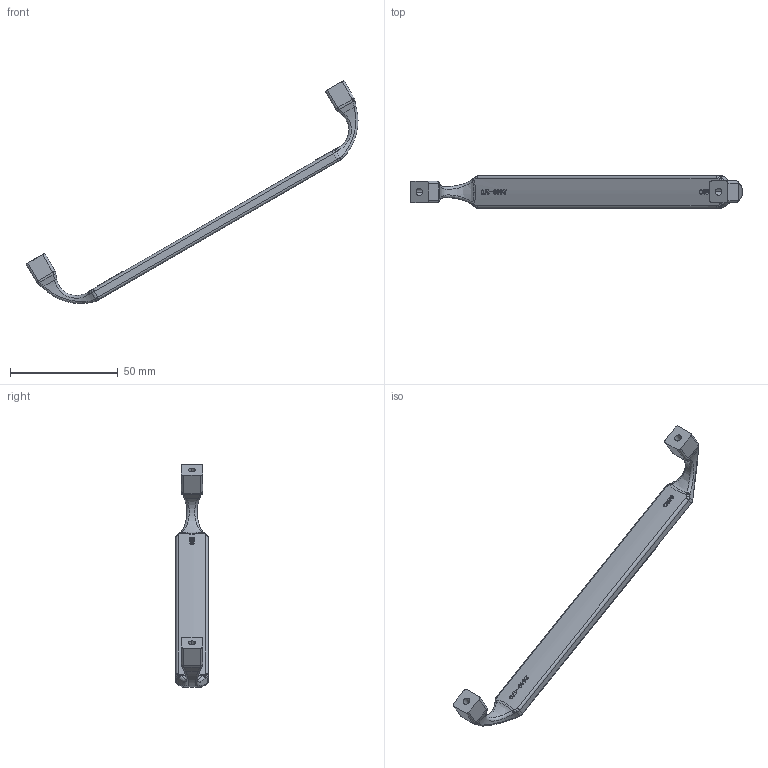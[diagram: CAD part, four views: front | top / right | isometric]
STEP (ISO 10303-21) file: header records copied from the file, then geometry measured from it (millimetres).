
FILE_DESCRIPTION(('Creo Elements/Direct Modeling STEP Export'),'2;1');
FILE_NAME('2440-170.stp','2019-02-13T11:55:40',(''),(''),'Creo Elements/Direct Modeling STEP processor for AP214 (Solid Model)','Creo Elements/Direct Modeling 20.0 12-Nov-2016 (C) Parametric Technology GmbH','');
FILE_SCHEMA(('AUTOMOTIVE_DESIGN { 1 0 10303 214 1 1 1 1 }'));
Length unit declared in the file: millimetre
Products named in the file (1): 2440-170
Bounding box: 153.72 x 15 x 103.24 mm (x, y, z)
Volume: 14656.2 mm3; surface area: 7548.7 mm2
Topology: 1 solids, 1 shells, 562 faces, 1540 edges, 1002 vertices
Faces by surface type: plane 442, bspline 64, cylinder 44, torus 8, extrusion 4
Entity records: 21002 total; most frequent: CARTESIAN_POINT 6661, ORIENTED_EDGE 3080, DIRECTION 2930, EDGE_CURVE 1540, VERTEX_POINT 1002, AXIS2_PLACEMENT_3D 987, VECTOR 956, LINE 952
